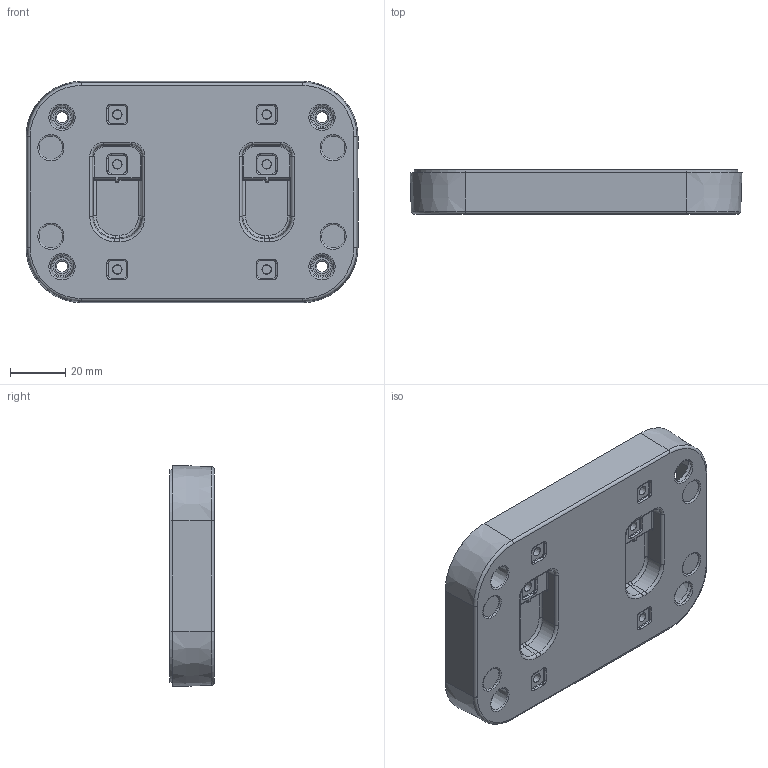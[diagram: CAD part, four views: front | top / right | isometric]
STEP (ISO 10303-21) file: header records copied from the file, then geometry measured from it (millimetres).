
FILE_DESCRIPTION(('FreeCAD Model'),'2;1');
FILE_NAME('Open CASCADE Shape Model','2024-12-17T15:14:33',(''),(''), 'Open CASCADE STEP processor 7.7','FreeCAD','Unknown');
FILE_SCHEMA(('AUTOMOTIVE_DESIGN { 1 0 10303 214 1 1 1 1 }'));
Length unit declared in the file: millimetre
Products named in the file (1): 1556CA Bottom Cut
Bounding box: 120 x 16 x 80 mm (x, y, z)
Volume: 40403.4 mm3; surface area: 36172.1 mm2
Topology: 1 solids, 1 shells, 780 faces, 1951 edges, 1234 vertices
Faces by surface type: plane 332, bspline 155, cylinder 133, cone 84, torus 68, sphere 8
Entity records: 25122 total; most frequent: CARTESIAN_POINT 6902, ORIENTED_EDGE 3902, DIRECTION 3588, EDGE_CURVE 1951, AXIS2_PLACEMENT_3D 1280, VERTEX_POINT 1234, LINE 1028, VECTOR 1028
